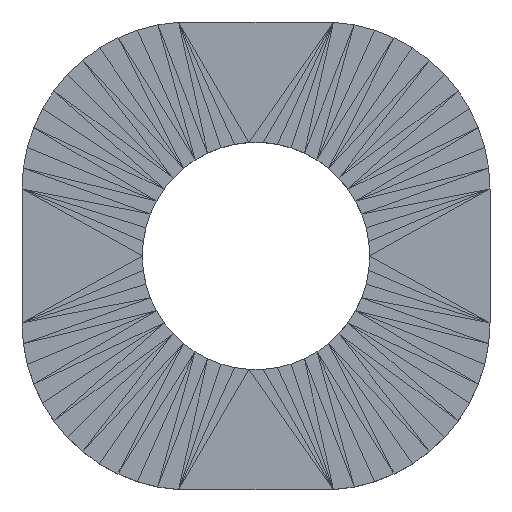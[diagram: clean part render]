
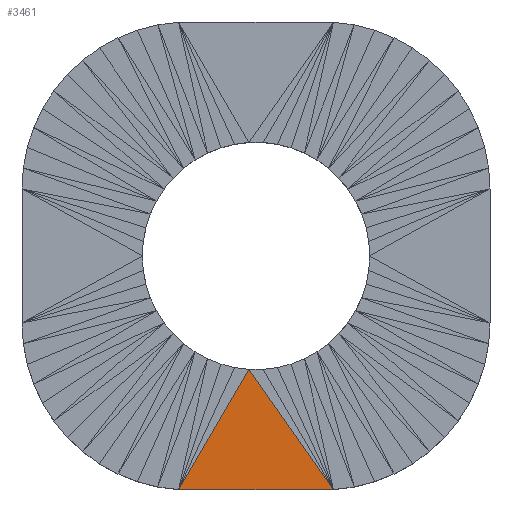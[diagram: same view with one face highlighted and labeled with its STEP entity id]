
A CAD part, top view. The second image highlights one B-rep face of the part: STEP entity #3461.
In plain terms, the highlighted planar face has unit normal (0, 0, 1).
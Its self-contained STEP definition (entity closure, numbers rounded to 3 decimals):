
#3235 = VERTEX_POINT('',#3236);
#3236 = CARTESIAN_POINT('',(-1.157,-3.495,1.5));
#3291 = EDGE_CURVE('',#3235,#3292,#3294,.T.);
#3292 = VERTEX_POINT('',#3293);
#3293 = CARTESIAN_POINT('',(-0.107,-1.697,1.5));
#3294 = SURFACE_CURVE('',#3295,(#3299,#3311),.PCURVE_S1.);
#3295 = LINE('',#3296,#3297);
#3296 = CARTESIAN_POINT('',(-1.157,-3.495,1.5));
#3297 = VECTOR('',#3298,1.);
#3298 = DIRECTION('',(0.504,0.864,0.));
#3299 = PCURVE('',#3300,#3305);
#3300 = PLANE('',#3301);
#3301 = AXIS2_PLACEMENT_3D('',#3302,#3303,#3304);
#3302 = CARTESIAN_POINT('',(-0.66,-2.544,1.5));
#3303 = DIRECTION('',(0.,0.,1.));
#3304 = DIRECTION('',(1.,0.,0.));
#3305 = DEFINITIONAL_REPRESENTATION('',(#3306),#3310);
#3306 = LINE('',#3307,#3308);
#3307 = CARTESIAN_POINT('',(-0.496,-0.951));
#3308 = VECTOR('',#3309,1.);
#3309 = DIRECTION('',(0.504,0.864));
#3310 = ( GEOMETRIC_REPRESENTATION_CONTEXT(2) 
PARAMETRIC_REPRESENTATION_CONTEXT() REPRESENTATION_CONTEXT('2D SPACE',''
  ) );
#3311 = PCURVE('',#3312,#3317);
#3312 = PLANE('',#3313);
#3313 = AXIS2_PLACEMENT_3D('',#3314,#3315,#3316);
#3314 = CARTESIAN_POINT('',(-0.025,-2.911,1.5));
#3315 = DIRECTION('',(0.,0.,1.));
#3316 = DIRECTION('',(0.,1.,0.));
#3317 = DEFINITIONAL_REPRESENTATION('',(#3318),#3322);
#3318 = LINE('',#3319,#3320);
#3319 = CARTESIAN_POINT('',(-0.584,1.132));
#3320 = VECTOR('',#3321,1.);
#3321 = DIRECTION('',(0.864,-0.504));
#3322 = ( GEOMETRIC_REPRESENTATION_CONTEXT(2) 
PARAMETRIC_REPRESENTATION_CONTEXT() REPRESENTATION_CONTEXT('2D SPACE',''
  ) );
#3461 = ADVANCED_FACE('',(#3462),#3312,.T.);
#3462 = FACE_BOUND('',#3463,.T.);
#3463 = EDGE_LOOP('',(#3464,#3465,#3493));
#3464 = ORIENTED_EDGE('',*,*,#3291,.F.);
#3465 = ORIENTED_EDGE('',*,*,#3466,.T.);
#3466 = EDGE_CURVE('',#3235,#3467,#3469,.T.);
#3467 = VERTEX_POINT('',#3468);
#3468 = CARTESIAN_POINT('',(1.157,-3.495,1.5));
#3469 = SURFACE_CURVE('',#3470,(#3474,#3481),.PCURVE_S1.);
#3470 = LINE('',#3471,#3472);
#3471 = CARTESIAN_POINT('',(-1.157,-3.495,1.5));
#3472 = VECTOR('',#3473,1.);
#3473 = DIRECTION('',(1.,0.,0.));
#3474 = PCURVE('',#3312,#3475);
#3475 = DEFINITIONAL_REPRESENTATION('',(#3476),#3480);
#3476 = LINE('',#3477,#3478);
#3477 = CARTESIAN_POINT('',(-0.584,1.132));
#3478 = VECTOR('',#3479,1.);
#3479 = DIRECTION('',(0.,-1.));
#3480 = ( GEOMETRIC_REPRESENTATION_CONTEXT(2) 
PARAMETRIC_REPRESENTATION_CONTEXT() REPRESENTATION_CONTEXT('2D SPACE',''
  ) );
#3481 = PCURVE('',#3482,#3487);
#3482 = PLANE('',#3483);
#3483 = AXIS2_PLACEMENT_3D('',#3484,#3485,#3486);
#3484 = CARTESIAN_POINT('',(-0.264,-3.495,
    1.014));
#3485 = DIRECTION('',(0.,-1.,0.));
#3486 = DIRECTION('',(0.,0.,-1.));
#3487 = DEFINITIONAL_REPRESENTATION('',(#3488),#3492);
#3488 = LINE('',#3489,#3490);
#3489 = CARTESIAN_POINT('',(-0.486,-0.893));
#3490 = VECTOR('',#3491,1.);
#3491 = DIRECTION('',(0.,1.));
#3492 = ( GEOMETRIC_REPRESENTATION_CONTEXT(2) 
PARAMETRIC_REPRESENTATION_CONTEXT() REPRESENTATION_CONTEXT('2D SPACE',''
  ) );
#3493 = ORIENTED_EDGE('',*,*,#3494,.F.);
#3494 = EDGE_CURVE('',#3292,#3467,#3495,.T.);
#3495 = SURFACE_CURVE('',#3496,(#3500,#3507),.PCURVE_S1.);
#3496 = LINE('',#3497,#3498);
#3497 = CARTESIAN_POINT('',(-0.107,-1.697,1.5));
#3498 = VECTOR('',#3499,1.);
#3499 = DIRECTION('',(0.575,-0.818,0.));
#3500 = PCURVE('',#3312,#3501);
#3501 = DEFINITIONAL_REPRESENTATION('',(#3502),#3506);
#3502 = LINE('',#3503,#3504);
#3503 = CARTESIAN_POINT('',(1.215,0.082));
#3504 = VECTOR('',#3505,1.);
#3505 = DIRECTION('',(-0.818,-0.575));
#3506 = ( GEOMETRIC_REPRESENTATION_CONTEXT(2) 
PARAMETRIC_REPRESENTATION_CONTEXT() REPRESENTATION_CONTEXT('2D SPACE',''
  ) );
#3507 = PCURVE('',#3508,#3513);
#3508 = PLANE('',#3509);
#3509 = AXIS2_PLACEMENT_3D('',#3510,#3511,#3512);
#3510 = CARTESIAN_POINT('',(0.55,-2.553,1.5));
#3511 = DIRECTION('',(0.,0.,1.));
#3512 = DIRECTION('',(1.,0.,-0.));
#3513 = DEFINITIONAL_REPRESENTATION('',(#3514),#3518);
#3514 = LINE('',#3515,#3516);
#3515 = CARTESIAN_POINT('',(-0.656,0.856));
#3516 = VECTOR('',#3517,1.);
#3517 = DIRECTION('',(0.575,-0.818));
#3518 = ( GEOMETRIC_REPRESENTATION_CONTEXT(2) 
PARAMETRIC_REPRESENTATION_CONTEXT() REPRESENTATION_CONTEXT('2D SPACE',''
  ) );
